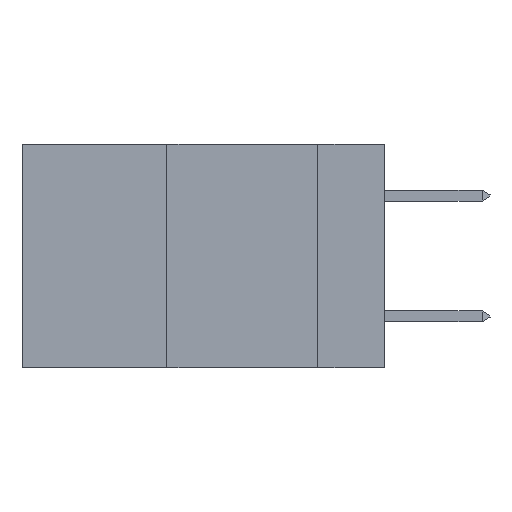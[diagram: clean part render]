
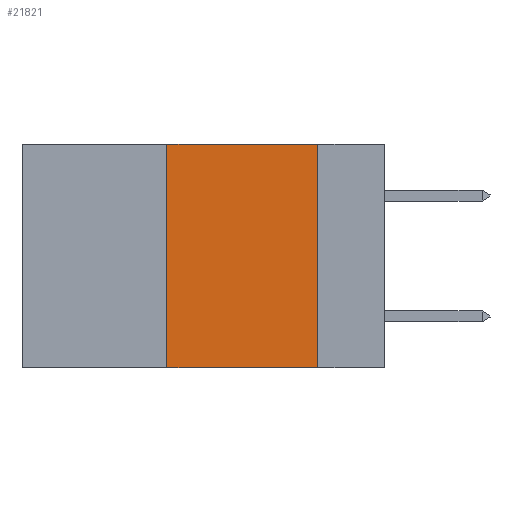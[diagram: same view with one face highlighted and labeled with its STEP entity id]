
A CAD part, left-side view. The second image highlights one B-rep face of the part: STEP entity #21821.
In plain terms, the highlighted planar face has unit normal (-1, 0, 0).
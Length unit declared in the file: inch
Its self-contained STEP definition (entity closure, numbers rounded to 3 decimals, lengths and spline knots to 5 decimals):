
#3848 = EDGE_CURVE ( 'NONE', #37144, #5141, #32549, .T. ) ;
#5141 = VERTEX_POINT ( 'NONE', #29363 ) ;
#5269 = CARTESIAN_POINT ( 'NONE',  ( 0., 0.11, 0. ) ) ;
#5509 = VECTOR ( 'NONE', #38637, 39.37008 ) ;
#7907 = LINE ( 'NONE', #28003, #11709 ) ;
#9192 = EDGE_CURVE ( 'NONE', #10455, #31629, #24459, .T. ) ;
#9741 = DIRECTION ( 'NONE',  ( 0., 0., 1. ) ) ;
#10455 = VERTEX_POINT ( 'NONE', #5269 ) ;
#11325 = ORIENTED_EDGE ( 'NONE', *, *, #31026, .F. ) ;
#11709 = VECTOR ( 'NONE', #37339, 39.37008 ) ;
#12098 = CARTESIAN_POINT ( 'NONE',  ( 0., 0.6, 0. ) ) ;
#12660 = DIRECTION ( 'NONE',  ( 0., -1., 0. ) ) ;
#13197 = CARTESIAN_POINT ( 'NONE',  ( 0., 0.36, 0. ) ) ;
#17944 = EDGE_CURVE ( 'NONE', #37144, #31629, #20040, .T. ) ;
#19574 = ORIENTED_EDGE ( 'NONE', *, *, #3848, .F. ) ;
#19699 = EDGE_LOOP ( 'NONE', ( #29359, #11325, #19574, #23987 ) ) ;
#20040 = LINE ( 'NONE', #27822, #32305 ) ;
#21821 = ADVANCED_FACE ( 'NONE', ( #34612 ), #30180, .F. ) ;
#23987 = ORIENTED_EDGE ( 'NONE', *, *, #17944, .T. ) ;
#24459 = LINE ( 'NONE', #26400, #5509 ) ;
#26400 = CARTESIAN_POINT ( 'NONE',  ( 0., 0.11, 0. ) ) ;
#27103 = CARTESIAN_POINT ( 'NONE',  ( 0., 0.36, -0.37 ) ) ;
#27277 = DIRECTION ( 'NONE',  ( 1., 0., 0. ) ) ;
#27822 = CARTESIAN_POINT ( 'NONE',  ( 0., 0.6, -0.37 ) ) ;
#28003 = CARTESIAN_POINT ( 'NONE',  ( 0., 0.6, 0. ) ) ;
#29359 = ORIENTED_EDGE ( 'NONE', *, *, #9192, .F. ) ;
#29363 = CARTESIAN_POINT ( 'NONE',  ( 0., 0.36, 0. ) ) ;
#29689 = VECTOR ( 'NONE', #9741, 39.37008 ) ;
#29800 = DIRECTION ( 'NONE',  ( 0., 0., -1. ) ) ;
#30180 = PLANE ( 'NONE',  #33115 ) ;
#30996 = CARTESIAN_POINT ( 'NONE',  ( 0., 0.11, -0.37 ) ) ;
#31026 = EDGE_CURVE ( 'NONE', #5141, #10455, #7907, .T. ) ;
#31629 = VERTEX_POINT ( 'NONE', #30996 ) ;
#32305 = VECTOR ( 'NONE', #12660, 39.37008 ) ;
#32549 = LINE ( 'NONE', #13197, #29689 ) ;
#33115 = AXIS2_PLACEMENT_3D ( 'NONE', #12098, #27277, #29800 ) ;
#34612 = FACE_OUTER_BOUND ( 'NONE', #19699, .T. ) ;
#37144 = VERTEX_POINT ( 'NONE', #27103 ) ;
#37339 = DIRECTION ( 'NONE',  ( 0., -1., 0. ) ) ;
#38637 = DIRECTION ( 'NONE',  ( 0., 0., -1. ) ) ;
